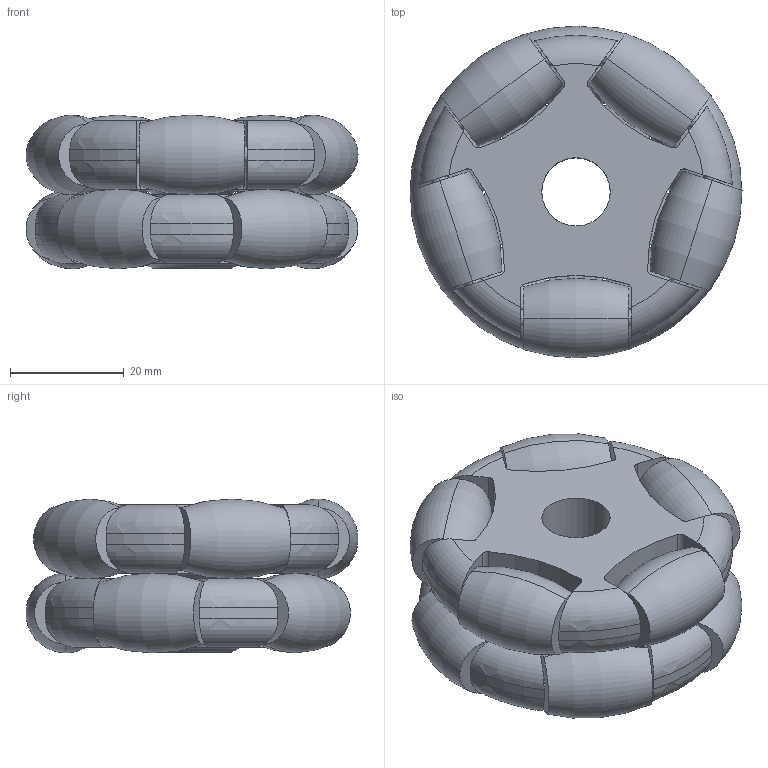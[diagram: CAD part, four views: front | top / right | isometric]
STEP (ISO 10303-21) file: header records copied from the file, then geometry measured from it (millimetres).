
FILE_DESCRIPTION (( 'STEP AP214' ), '1' );
FILE_NAME ('Omni Wheel 58mm.STEP', '2019-07-22T20:53:21', ( '砐錪賧瘔蠈錪 Windows' ), ( '' ), 'SwSTEP 2.0', 'SolidWorks 2017', '' );
FILE_SCHEMA (( 'AUTOMOTIVE_DESIGN' ));
Length unit declared in the file: millimetre
Products named in the file (1): Omni Wheel 58mm
Bounding box: 58.29 x 58.27 x 27 mm (x, y, z)
Volume: 50477.7 mm3; surface area: 20319 mm2
Topology: 2 solids, 2 shells, 178 faces, 456 edges, 304 vertices
Faces by surface type: cylinder 88, plane 46, torus 44
Entity records: 7478 total; most frequent: CARTESIAN_POINT 1659, DIRECTION 1042, ORIENTED_EDGE 912, EDGE_CURVE 456, AXIS2_PLACEMENT_3D 447, VERTEX_POINT 304, CIRCLE 268, EDGE_LOOP 224
